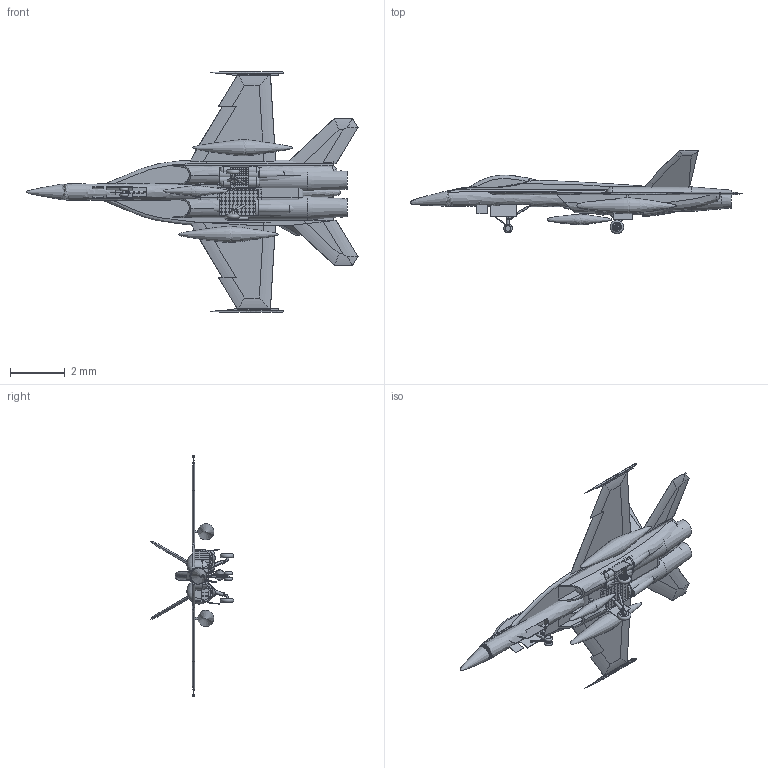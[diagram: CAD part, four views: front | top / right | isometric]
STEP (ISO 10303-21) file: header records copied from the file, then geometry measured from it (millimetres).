
FILE_DESCRIPTION(/* description */ (''),/* implementation_level */ '2;1');
FILE_NAME(/* name */ 'Boeing F A-18 E F Super Hornet.step',/* time_stamp */ '2021-12-21T21:19:56-05:00',/* author */ (''),/* organization */ (''),/* preprocessor_version */ 'ST-DEVELOPER v18.1',/* originating_system */ 'Autodesk Translation Framework v10.10.0.1391',/* authorisation */ '');
FILE_SCHEMA (('AUTOMOTIVE_DESIGN { 1 0 10303 214 3 1 1 }'));
Products named in the file (14): Boeing F/A-18E/F Super Hornet; Component1; Component2; Component3; Component4; Component6; Component7; Component8; Component9; Component10; Component11; Component12; Component13; Component14
Assembly tree (13 placements, depth 2):
  Boeing F/A-18E/F Super Hornet
    Component1
    Component2
    Component3
    Component4
    Component6
    Component7
    Component8
    Component9
    Component10
    Component11
    Component12
    Component13
    Component14
Bounding box: 12.09 x 3.04 x 8.76 mm (x, y, z)
Volume: 17.1 mm3; surface area: 293.7 mm2
Topology: 352 solids, 352 shells, 2158 faces, 4353 edges, 2881 vertices
Faces by surface type: plane 1883, cylinder 134, bspline 123, torus 16, cone 2
Full cylindrical faces by diameter (mm): 0.035 x1, 0.046 x1, 0.049 x1, 0.053 x3, 0.073 x1, 0.074 x4, 0.078 x4, 0.079 x5, 0.086 x2, 0.1 x1, 0.128 x2, 0.202 x2, 0.654 x2, 0.897 x2
Entity records: 64627 total; most frequent: CARTESIAN_POINT 20016, ORIENTED_EDGE 8670, DIRECTION 8414, EDGE_CURVE 4335, LINE 3716, VECTOR 3716, VERTEX_POINT 2881, AXIS2_PLACEMENT_3D 2349
